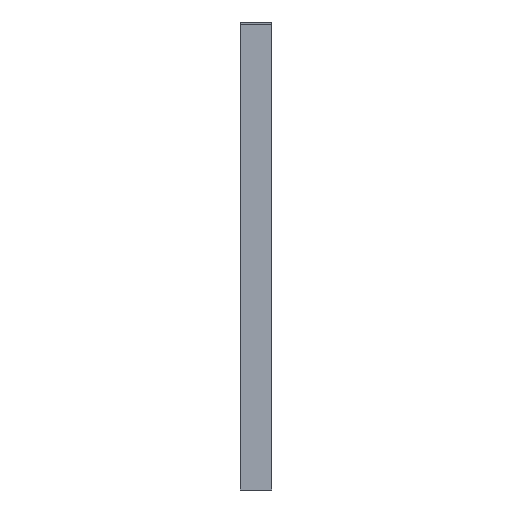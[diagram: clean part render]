
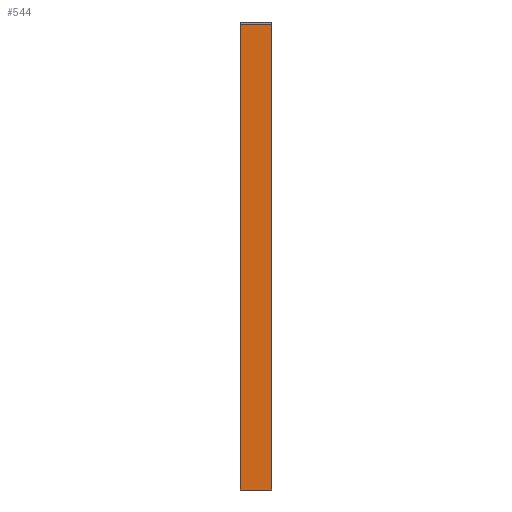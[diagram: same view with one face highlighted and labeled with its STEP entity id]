
A CAD part, left-side view. The second image highlights one B-rep face of the part: STEP entity #544.
In plain terms, the highlighted planar face has unit normal (-1, 0, 0).
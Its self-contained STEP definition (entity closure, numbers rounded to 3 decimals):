
#4 = DIRECTION ( 'NONE',  ( 0., 0., -1. ) ) ;
#10 = LINE ( 'NONE', #784, #239 ) ;
#85 = CARTESIAN_POINT ( 'NONE',  ( 92., 10., -298.49 ) ) ;
#90 = ORIENTED_EDGE ( 'NONE', *, *, #139, .F. ) ;
#122 = VERTEX_POINT ( 'NONE', #942 ) ;
#131 = EDGE_CURVE ( 'NONE', #122, #836, #433, .T. ) ;
#139 = EDGE_CURVE ( 'NONE', #410, #775, #844, .T. ) ;
#163 = DIRECTION ( 'NONE',  ( 0., 0., -1. ) ) ;
#169 = CARTESIAN_POINT ( 'NONE',  ( 92., -10., -300. ) ) ;
#173 = VECTOR ( 'NONE', #744, 1000. ) ;
#191 = LINE ( 'NONE', #987, #638 ) ;
#239 = VECTOR ( 'NONE', #4, 1000. ) ;
#321 = ORIENTED_EDGE ( 'NONE', *, *, #327, .F. ) ;
#327 = EDGE_CURVE ( 'NONE', #775, #122, #191, .T. ) ;
#410 = VERTEX_POINT ( 'NONE', #169 ) ;
#411 = CARTESIAN_POINT ( 'NONE',  ( 92., 10., -300. ) ) ;
#414 = AXIS2_PLACEMENT_3D ( 'NONE', #85, #731, #163 ) ;
#433 = LINE ( 'NONE', #665, #173 ) ;
#488 = ORIENTED_EDGE ( 'NONE', *, *, #131, .F. ) ;
#536 = EDGE_CURVE ( 'NONE', #836, #410, #10, .T. ) ;
#544 = ADVANCED_FACE ( 'NONE', ( #756 ), #644, .F. ) ;
#607 = ORIENTED_EDGE ( 'NONE', *, *, #536, .F. ) ;
#638 = VECTOR ( 'NONE', #718, 1000. ) ;
#644 = PLANE ( 'NONE',  #414 ) ;
#659 = VECTOR ( 'NONE', #1022, 1000. ) ;
#665 = CARTESIAN_POINT ( 'NONE',  ( 92., 10., -0.01 ) ) ;
#718 = DIRECTION ( 'NONE',  ( 0., 0., 1. ) ) ;
#731 = DIRECTION ( 'NONE',  ( 1., 0., 0. ) ) ;
#744 = DIRECTION ( 'NONE',  ( 0., -1., 0. ) ) ;
#756 = FACE_OUTER_BOUND ( 'NONE', #1028, .T. ) ;
#775 = VERTEX_POINT ( 'NONE', #411 ) ;
#784 = CARTESIAN_POINT ( 'NONE',  ( 92., -10., -298.49 ) ) ;
#836 = VERTEX_POINT ( 'NONE', #1041 ) ;
#844 = LINE ( 'NONE', #882, #659 ) ;
#882 = CARTESIAN_POINT ( 'NONE',  ( 92., -12.135, -300. ) ) ;
#942 = CARTESIAN_POINT ( 'NONE',  ( 92., 10., -0.01 ) ) ;
#987 = CARTESIAN_POINT ( 'NONE',  ( 92., 10., -298.49 ) ) ;
#1022 = DIRECTION ( 'NONE',  ( 0., 1., 0. ) ) ;
#1028 = EDGE_LOOP ( 'NONE', ( #607, #488, #321, #90 ) ) ;
#1041 = CARTESIAN_POINT ( 'NONE',  ( 92., -10., -0.01 ) ) ;
